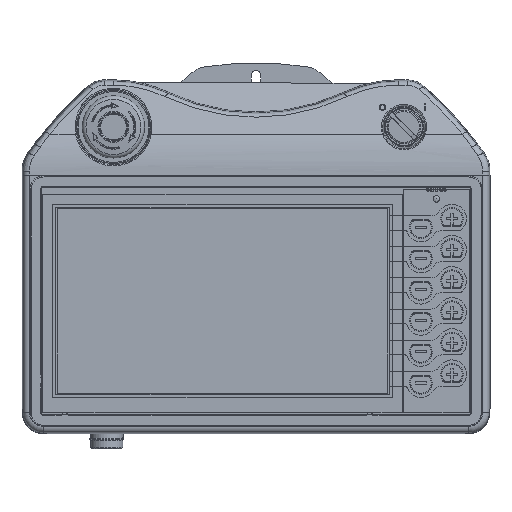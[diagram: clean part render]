
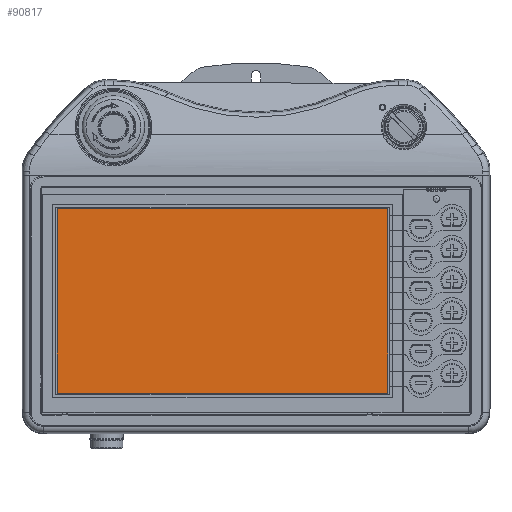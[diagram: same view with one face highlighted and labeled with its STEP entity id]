
A CAD part, top view. The second image highlights one B-rep face of the part: STEP entity #90817.
In plain terms, the highlighted planar face has unit normal (0, 0, 1).
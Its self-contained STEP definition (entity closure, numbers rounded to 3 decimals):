
#10002=FACE_OUTER_BOUND('',#15441,.T.);
#15441=EDGE_LOOP('',(#60586,#60587,#60588,#60589));
#21534=LINE('',#133530,#29251);
#21535=LINE('',#133532,#29252);
#21536=LINE('',#133534,#29253);
#21537=LINE('',#133535,#29254);
#29251=VECTOR('',#105948,10.);
#29252=VECTOR('',#105949,10.);
#29253=VECTOR('',#105950,10.);
#29254=VECTOR('',#105951,10.);
#37038=VERTEX_POINT('',#133528);
#37039=VERTEX_POINT('',#133529);
#37040=VERTEX_POINT('',#133531);
#37041=VERTEX_POINT('',#133533);
#46170=EDGE_CURVE('',#37038,#37039,#21534,.T.);
#46171=EDGE_CURVE('',#37039,#37040,#21535,.T.);
#46172=EDGE_CURVE('',#37040,#37041,#21536,.T.);
#46173=EDGE_CURVE('',#37041,#37038,#21537,.T.);
#60586=ORIENTED_EDGE('',*,*,#46170,.T.);
#60587=ORIENTED_EDGE('',*,*,#46171,.T.);
#60588=ORIENTED_EDGE('',*,*,#46172,.T.);
#60589=ORIENTED_EDGE('',*,*,#46173,.T.);
#88169=PLANE('',#96408);
#90817=ADVANCED_FACE('',(#10002),#88169,.T.);
#96408=AXIS2_PLACEMENT_3D('',#133527,#105946,#105947);
#105946=DIRECTION('center_axis',(0.,0.,1.));
#105947=DIRECTION('ref_axis',(-1.,0.,0.));
#105948=DIRECTION('',(0.,1.,0.));
#105949=DIRECTION('',(-1.,0.,0.));
#105950=DIRECTION('',(0.,-1.,0.));
#105951=DIRECTION('',(1.,0.,0.));
#133527=CARTESIAN_POINT('Origin',(-15.56,12.85,14.6));
#133528=CARTESIAN_POINT('',(61.48,-28.96,14.6));
#133529=CARTESIAN_POINT('',(61.48,56.96,14.6));
#133530=CARTESIAN_POINT('',(61.48,34.905,14.6));
#133531=CARTESIAN_POINT('',(-92.6,56.96,14.6));
#133532=CARTESIAN_POINT('',(-54.08,56.96,14.6));
#133533=CARTESIAN_POINT('',(-92.6,-28.96,14.6));
#133534=CARTESIAN_POINT('',(-92.6,-8.055,14.6));
#133535=CARTESIAN_POINT('',(22.96,-28.96,14.6));
